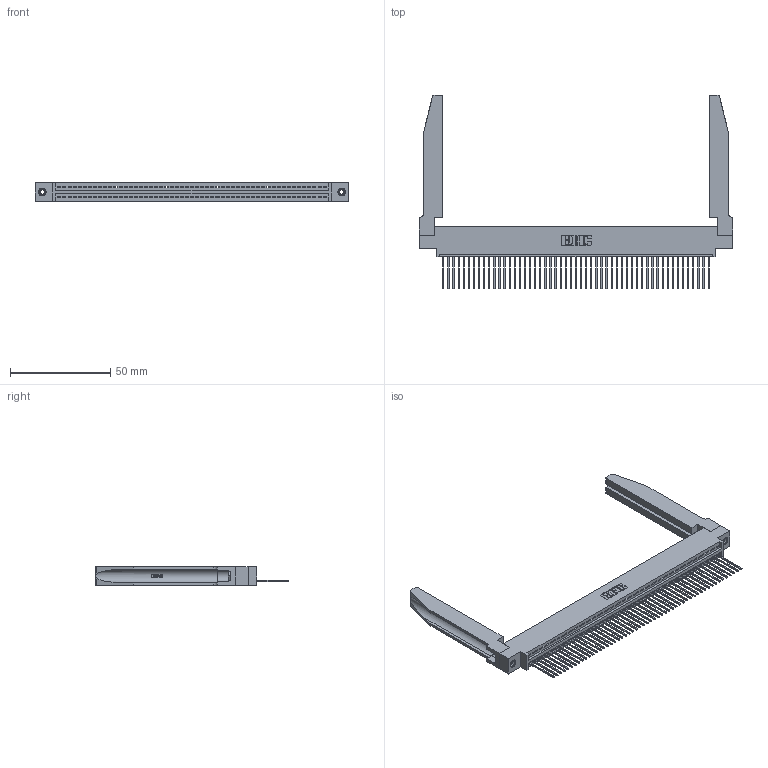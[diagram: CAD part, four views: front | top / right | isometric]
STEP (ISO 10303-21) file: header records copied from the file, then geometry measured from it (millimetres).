
FILE_DESCRIPTION (( 'STEP AP203' ), '1' );
FILE_NAME ('395-053-542-678.STEP', '2019-10-23T15:40:51', ( '' ), ( '' ), 'SwSTEP 2.0', 'SolidWorks 2016', '' );
FILE_SCHEMA (( 'CONFIG_CONTROL_DESIGN' ));
Length unit declared in the file: inch
Products named in the file (5): 345-220-078_345-220-078; 345-292-001_345-293-142; 345 Part_0.170 Offset - 0.156 Dia-TH; 345-250-001_345-250-001-102; 395-053-542-678
Assembly tree (58 placements, depth 2):
  395-053-542-678
    345 Part_0.170 Offset - 0.156 Dia-TH
    345-292-001_345-293-142  x53
    345-250-001_345-250-001-102  x2
    345-220-078_345-220-078  x2
Bounding box: 155.85 x 96.57 x 9.4 mm (x, y, z)
Volume: 22668.3 mm3; surface area: 27665.3 mm2
Topology: 58 solids, 58 shells, 3438 faces, 10289 edges, 6778 vertices
Faces by surface type: plane 2346, cylinder 1040, bspline 36, cone 12, torus 4
Entity records: 43298 total; most frequent: CARTESIAN_POINT 8398, ORIENTED_EDGE 7282, DIRECTION 6325, EDGE_CURVE 3641, LINE 3203, VECTOR 3203, VERTEX_POINT 2420, AXIS2_PLACEMENT_3D 1561
